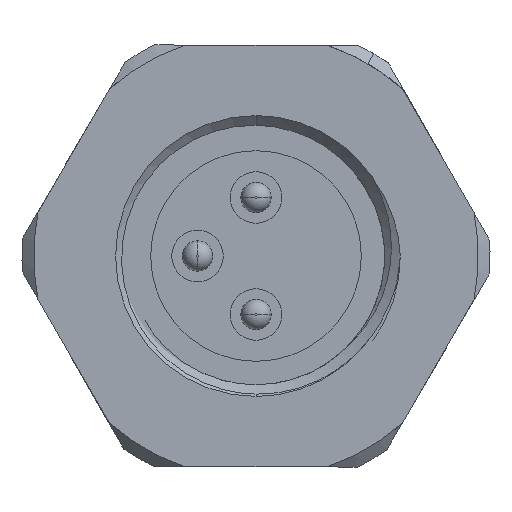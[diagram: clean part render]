
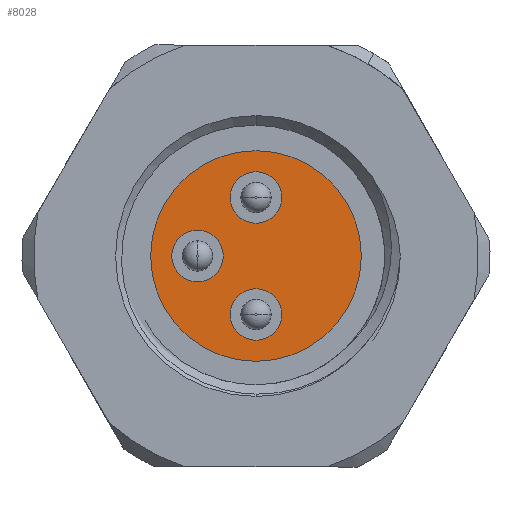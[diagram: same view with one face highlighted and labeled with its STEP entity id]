
A CAD part, left-side view. The second image highlights one B-rep face of the part: STEP entity #8028.
In plain terms, the highlighted face is planar.
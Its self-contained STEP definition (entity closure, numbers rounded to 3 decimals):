
#7 = ORIENTED_EDGE ( 'NONE', *, *, #3657, .F. ) ;
#35 = DIRECTION ( 'NONE',  ( 0., 0., 1. ) ) ;
#176 = CARTESIAN_POINT ( 'NONE',  ( 9.5, 2.5, 0. ) ) ;
#324 = FACE_BOUND ( 'NONE', #8345, .T. ) ;
#330 = VERTEX_POINT ( 'NONE', #2253 ) ;
#607 = ORIENTED_EDGE ( 'NONE', *, *, #11243, .F. ) ;
#624 = CARTESIAN_POINT ( 'NONE',  ( 9.5, 0., 2.5 ) ) ;
#719 = CARTESIAN_POINT ( 'NONE',  ( 9.5, 0., 3.6 ) ) ;
#1047 = CIRCLE ( 'NONE', #1235, 1.1 ) ;
#1235 = AXIS2_PLACEMENT_3D ( 'NONE', #6551, #10911, #6599 ) ;
#1290 = AXIS2_PLACEMENT_3D ( 'NONE', #176, #1869, #10849 ) ;
#1326 = CARTESIAN_POINT ( 'NONE',  ( 9.5, 2.5, -1.1 ) ) ;
#1401 = VERTEX_POINT ( 'NONE', #3003 ) ;
#1566 = AXIS2_PLACEMENT_3D ( 'NONE', #3294, #10458, #11436 ) ;
#1600 = EDGE_CURVE ( 'NONE', #1401, #4103, #8561, .T. ) ;
#1628 = AXIS2_PLACEMENT_3D ( 'NONE', #11406, #7204, #35 ) ;
#1863 = EDGE_CURVE ( 'NONE', #2128, #6573, #8378, .T. ) ;
#1869 = DIRECTION ( 'NONE',  ( 1., 0., 0. ) ) ;
#1894 = ORIENTED_EDGE ( 'NONE', *, *, #3268, .F. ) ;
#1985 = AXIS2_PLACEMENT_3D ( 'NONE', #10572, #2639, #2580 ) ;
#2010 = VERTEX_POINT ( 'NONE', #5375 ) ;
#2128 = VERTEX_POINT ( 'NONE', #1326 ) ;
#2253 = CARTESIAN_POINT ( 'NONE',  ( 9.5, 0., -4.5 ) ) ;
#2358 = AXIS2_PLACEMENT_3D ( 'NONE', #6531, #10073, #8326 ) ;
#2580 = DIRECTION ( 'NONE',  ( 0., 0., -1. ) ) ;
#2639 = DIRECTION ( 'NONE',  ( 1., 0., 0. ) ) ;
#2736 = EDGE_LOOP ( 'NONE', ( #7, #8420 ) ) ;
#2904 = CIRCLE ( 'NONE', #1566, 1.1 ) ;
#3003 = CARTESIAN_POINT ( 'NONE',  ( 9.5, 0., 1.4 ) ) ;
#3268 = EDGE_CURVE ( 'NONE', #330, #10938, #6466, .T. ) ;
#3294 = CARTESIAN_POINT ( 'NONE',  ( 9.5, 0., -2.5 ) ) ;
#3457 = ORIENTED_EDGE ( 'NONE', *, *, #1863, .F. ) ;
#3589 = CARTESIAN_POINT ( 'NONE',  ( 9.5, 0., -3.6 ) ) ;
#3657 = EDGE_CURVE ( 'NONE', #5157, #2010, #2904, .T. ) ;
#3677 = EDGE_CURVE ( 'NONE', #6573, #2128, #9775, .T. ) ;
#3955 = DIRECTION ( 'NONE',  ( -1., 0., 0. ) ) ;
#4031 = CARTESIAN_POINT ( 'NONE',  ( 9.5, 0., 2.5 ) ) ;
#4103 = VERTEX_POINT ( 'NONE', #719 ) ;
#4203 = DIRECTION ( 'NONE',  ( 1., 0., 0. ) ) ;
#4320 = CARTESIAN_POINT ( 'NONE',  ( 9.5, 0., 4.5 ) ) ;
#4688 = EDGE_CURVE ( 'NONE', #4103, #1401, #7370, .T. ) ;
#4814 = CIRCLE ( 'NONE', #1628, 4.5 ) ;
#5157 = VERTEX_POINT ( 'NONE', #3589 ) ;
#5375 = CARTESIAN_POINT ( 'NONE',  ( 9.5, 0., -1.4 ) ) ;
#5604 = AXIS2_PLACEMENT_3D ( 'NONE', #4031, #8581, #10213 ) ;
#5816 = EDGE_LOOP ( 'NONE', ( #3457, #10301 ) ) ;
#6466 = CIRCLE ( 'NONE', #7923, 4.5 ) ;
#6531 = CARTESIAN_POINT ( 'NONE',  ( 9.5, 4.5, 0. ) ) ;
#6551 = CARTESIAN_POINT ( 'NONE',  ( 9.5, 0., -2.5 ) ) ;
#6573 = VERTEX_POINT ( 'NONE', #7937 ) ;
#6599 = DIRECTION ( 'NONE',  ( 0., 0., -1. ) ) ;
#6686 = FACE_OUTER_BOUND ( 'NONE', #9474, .T. ) ;
#6897 = ORIENTED_EDGE ( 'NONE', *, *, #1600, .F. ) ;
#7204 = DIRECTION ( 'NONE',  ( -1., 0., 0. ) ) ;
#7370 = CIRCLE ( 'NONE', #8304, 1.1 ) ;
#7549 = FACE_BOUND ( 'NONE', #5816, .T. ) ;
#7724 = DIRECTION ( 'NONE',  ( 0., 0., 1. ) ) ;
#7923 = AXIS2_PLACEMENT_3D ( 'NONE', #8609, #3955, #7724 ) ;
#7937 = CARTESIAN_POINT ( 'NONE',  ( 9.5, 2.5, 1.1 ) ) ;
#8028 = ADVANCED_FACE ( 'NONE', ( #324, #8382, #7549, #6686 ), #8272, .F. ) ;
#8272 = PLANE ( 'NONE',  #2358 ) ;
#8304 = AXIS2_PLACEMENT_3D ( 'NONE', #624, #4203, #10674 ) ;
#8326 = DIRECTION ( 'NONE',  ( 0., 0., 1. ) ) ;
#8345 = EDGE_LOOP ( 'NONE', ( #6897, #8613 ) ) ;
#8378 = CIRCLE ( 'NONE', #1290, 1.1 ) ;
#8382 = FACE_BOUND ( 'NONE', #2736, .T. ) ;
#8420 = ORIENTED_EDGE ( 'NONE', *, *, #8999, .F. ) ;
#8561 = CIRCLE ( 'NONE', #5604, 1.1 ) ;
#8581 = DIRECTION ( 'NONE',  ( 1., 0., 0. ) ) ;
#8609 = CARTESIAN_POINT ( 'NONE',  ( 9.5, 0., 0. ) ) ;
#8613 = ORIENTED_EDGE ( 'NONE', *, *, #4688, .F. ) ;
#8999 = EDGE_CURVE ( 'NONE', #2010, #5157, #1047, .T. ) ;
#9474 = EDGE_LOOP ( 'NONE', ( #607, #1894 ) ) ;
#9775 = CIRCLE ( 'NONE', #1985, 1.1 ) ;
#10073 = DIRECTION ( 'NONE',  ( -1., 0., 0. ) ) ;
#10213 = DIRECTION ( 'NONE',  ( 0., 0., -1. ) ) ;
#10301 = ORIENTED_EDGE ( 'NONE', *, *, #3677, .F. ) ;
#10458 = DIRECTION ( 'NONE',  ( 1., 0., 0. ) ) ;
#10572 = CARTESIAN_POINT ( 'NONE',  ( 9.5, 2.5, 0. ) ) ;
#10674 = DIRECTION ( 'NONE',  ( 0., 0., -1. ) ) ;
#10849 = DIRECTION ( 'NONE',  ( 0., 0., -1. ) ) ;
#10911 = DIRECTION ( 'NONE',  ( 1., 0., 0. ) ) ;
#10938 = VERTEX_POINT ( 'NONE', #4320 ) ;
#11243 = EDGE_CURVE ( 'NONE', #10938, #330, #4814, .T. ) ;
#11406 = CARTESIAN_POINT ( 'NONE',  ( 9.5, 0., 0. ) ) ;
#11436 = DIRECTION ( 'NONE',  ( 0., 0., -1. ) ) ;
